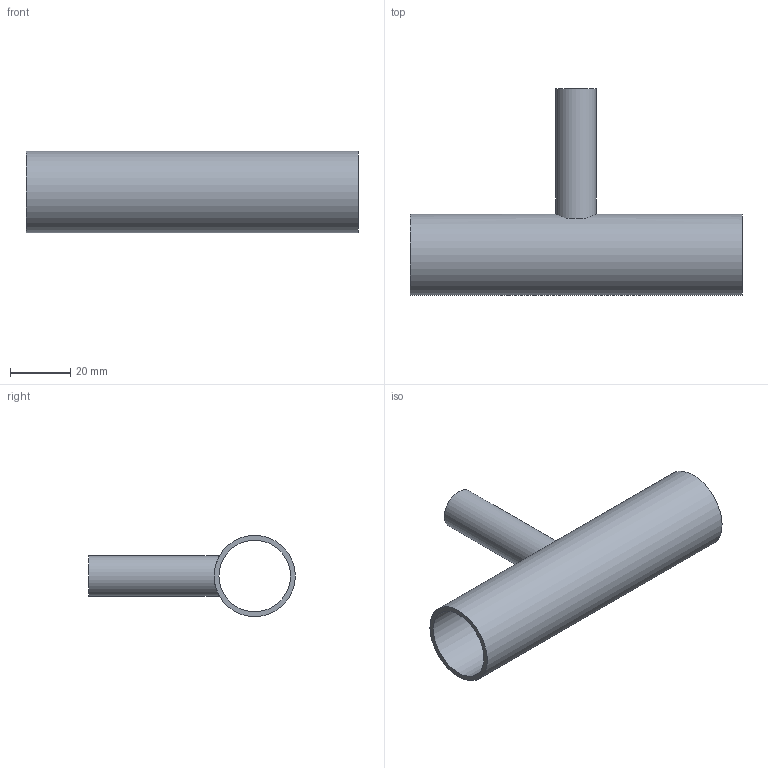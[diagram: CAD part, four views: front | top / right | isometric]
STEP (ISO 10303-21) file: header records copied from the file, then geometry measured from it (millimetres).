
FILE_DESCRIPTION(/* description */ ('DOCKWEILER AG - 19306 Germany - An der Autobahn 10/20'),/* implementation_level */ '2;1');
FILE_NAME(/* name */ 'T_26,9x1,6_13,5x1,6_L110_l55_V00.ipt.stp',/* time_stamp */ '2014-07-04T12:10:16+02:00',/* author */ ('DOCKWEILER AG - 19306 Germany - An der Autobahn 10/20'),/* organization */ ('DOCKWEILER AG - 19306 Germany - An der Autobahn 10/20'),/* preprocessor_version */ 'ST-DEVELOPER v15.6',/* originating_system */ 'Autodesk Inventor 2015',/* authorisation */ '');
FILE_SCHEMA (('CONFIG_CONTROL_DESIGN'));
Length unit declared in the file: millimetre
Products named in the file (1): T_26,9x1,6_13,5x1,6_L110_l55_V00
Bounding box: 110 x 68.45 x 26.9 mm (x, y, z)
Volume: 16377.9 mm3; surface area: 20942.1 mm2
Topology: 2 solids, 2 shells, 12 faces, 28 edges, 19 vertices
Faces by surface type: cylinder 7, plane 5
Full cylindrical faces by diameter (mm): 10.3 x2, 13.5 x1, 23.7 x1, 26.9 x1
Entity records: 549 total; most frequent: CARTESIAN_POINT 280, DIRECTION 50, ORIENTED_EDGE 32, EDGE_LOOP 24, AXIS2_PLACEMENT_3D 24, EDGE_CURVE 16, VERTEX_POINT 14, STYLED_ITEM 14
